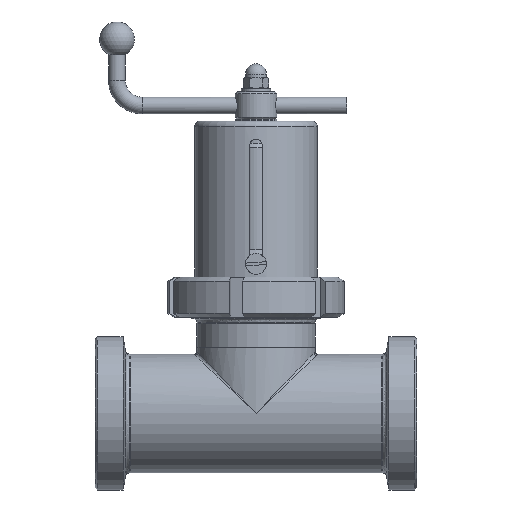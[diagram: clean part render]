
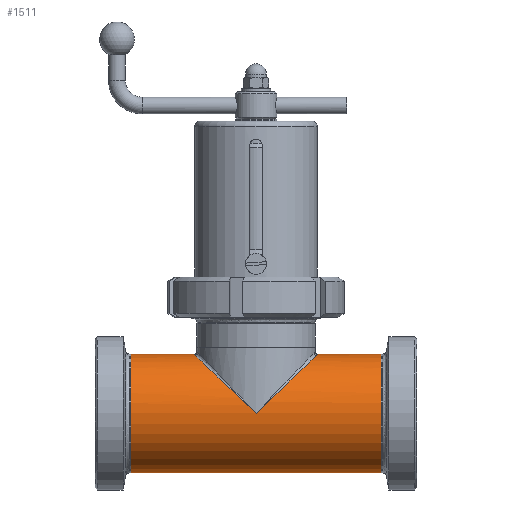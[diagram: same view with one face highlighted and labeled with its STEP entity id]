
A CAD part, front view. The second image highlights one B-rep face of the part: STEP entity #1511.
In plain terms, the highlighted cylindrical face has radius 42.5 mm (diameter 85 mm), a full revolution.
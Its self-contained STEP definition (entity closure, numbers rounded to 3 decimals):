
#1177=CARTESIAN_POINT('',(0.0,42.5,0.0));
#1178=VERTEX_POINT('',#1177);
#1179=CARTESIAN_POINT('',(0.0,-42.5,0.0));
#1180=VERTEX_POINT('',#1179);
#1181=CARTESIAN_POINT('',(0.0,0.0,0.0));
#1182=DIRECTION('',(0.691,0.0,0.723));
#1183=DIRECTION('',(-0.723,0.0,0.691));
#1184=AXIS2_PLACEMENT_3D('',#1181,#1182,#1183);
#1185=ELLIPSE('',#1184,61.535,42.5);
#1186=EDGE_CURVE('',#1178,#1180,#1185,.T.);
#1409=CARTESIAN_POINT('',(0.0,0.0,0.0));
#1410=DIRECTION('',(-0.691,0.0,0.723));
#1411=DIRECTION('',(0.723,0.0,0.691));
#1412=AXIS2_PLACEMENT_3D('',#1409,#1410,#1411);
#1413=ELLIPSE('',#1412,61.535,42.5);
#1414=EDGE_CURVE('',#1180,#1178,#1413,.T.);
#1480=CARTESIAN_POINT('',(0.0,0.0,0.0));
#1481=DIRECTION('',(-1.0,0.0,0.0));
#1482=DIRECTION('',(0.0,-1.0,0.0));
#1483=AXIS2_PLACEMENT_3D('',#1480,#1481,#1482);
#1484=CYLINDRICAL_SURFACE('',#1483,42.5);
#1485=CARTESIAN_POINT('',(-90.0,-42.5,0.0));
#1486=VERTEX_POINT('',#1485);
#1487=CARTESIAN_POINT('',(-90.0,0.0,0.0));
#1488=DIRECTION('',(-1.0,0.0,0.0));
#1489=DIRECTION('',(0.0,-1.0,0.0));
#1490=AXIS2_PLACEMENT_3D('',#1487,#1488,#1489);
#1491=CIRCLE('',#1490,42.5);
#1492=EDGE_CURVE('',#1486,#1486,#1491,.T.);
#1493=ORIENTED_EDGE('',*,*,#1492,.F.);
#1494=EDGE_LOOP('',(#1493));
#1495=FACE_OUTER_BOUND('',#1494,.T.);
#1496=ORIENTED_EDGE('',*,*,#1186,.F.);
#1497=ORIENTED_EDGE('',*,*,#1414,.F.);
#1498=EDGE_LOOP('',(#1496,#1497));
#1499=FACE_BOUND('',#1498,.T.);
#1500=CARTESIAN_POINT('',(90.0,-42.5,0.0));
#1501=VERTEX_POINT('',#1500);
#1502=CARTESIAN_POINT('',(90.0,0.0,0.0));
#1503=DIRECTION('',(-1.0,0.0,0.0));
#1504=DIRECTION('',(0.0,-1.0,0.0));
#1505=AXIS2_PLACEMENT_3D('',#1502,#1503,#1504);
#1506=CIRCLE('',#1505,42.5);
#1507=EDGE_CURVE('',#1501,#1501,#1506,.T.);
#1508=ORIENTED_EDGE('',*,*,#1507,.T.);
#1509=EDGE_LOOP('',(#1508));
#1510=FACE_BOUND('',#1509,.T.);
#1511=ADVANCED_FACE('',(#1495,#1499,#1510),#1484,.T.);
